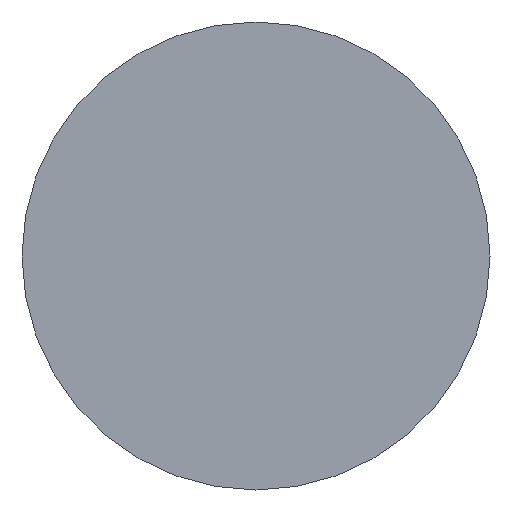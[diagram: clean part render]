
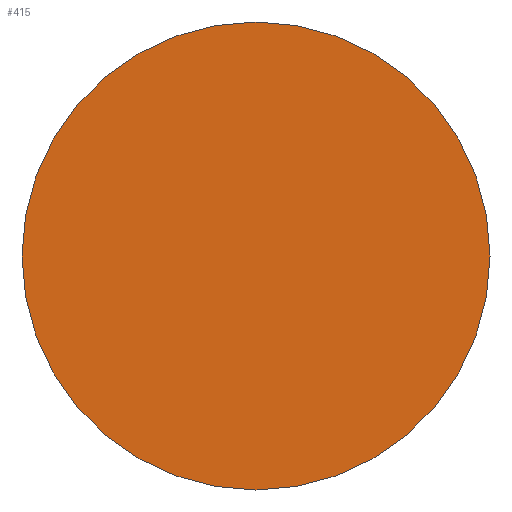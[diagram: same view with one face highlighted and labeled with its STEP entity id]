
A CAD part, left-side view. The second image highlights one B-rep face of the part: STEP entity #415.
In plain terms, the highlighted planar face has unit normal (-1, 0, 0).
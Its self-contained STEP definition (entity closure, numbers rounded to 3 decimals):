
#8 = PLANE ( 'NONE',  #249 ) ;
#15 = FACE_OUTER_BOUND ( 'NONE', #278, .T. ) ;
#115 = DIRECTION ( 'NONE',  ( 0., 0., 1. ) ) ;
#127 = EDGE_CURVE ( 'NONE', #202, #511, #452, .T. ) ;
#166 = DIRECTION ( 'NONE',  ( 0., 0., 1. ) ) ;
#202 = VERTEX_POINT ( 'NONE', #301 ) ;
#239 = DIRECTION ( 'NONE',  ( -1., 0., 0. ) ) ;
#249 = AXIS2_PLACEMENT_3D ( 'NONE', #326, #489, #434 ) ;
#278 = EDGE_LOOP ( 'NONE', ( #543, #513 ) ) ;
#301 = CARTESIAN_POINT ( 'NONE',  ( -66., 0., 5.75 ) ) ;
#326 = CARTESIAN_POINT ( 'NONE',  ( -66., 5.75, 0. ) ) ;
#328 = DIRECTION ( 'NONE',  ( -1., 0., 0. ) ) ;
#353 = CARTESIAN_POINT ( 'NONE',  ( -66., 0., -5.75 ) ) ;
#361 = CIRCLE ( 'NONE', #561, 5.75 ) ;
#415 = ADVANCED_FACE ( 'NONE', ( #15 ), #8, .F. ) ;
#434 = DIRECTION ( 'NONE',  ( 0., 0., -1. ) ) ;
#452 = CIRCLE ( 'NONE', #570, 5.75 ) ;
#458 = CARTESIAN_POINT ( 'NONE',  ( -66., 0., 0. ) ) ;
#489 = DIRECTION ( 'NONE',  ( 1., 0., 0. ) ) ;
#503 = CARTESIAN_POINT ( 'NONE',  ( -66., 0., 0. ) ) ;
#511 = VERTEX_POINT ( 'NONE', #353 ) ;
#513 = ORIENTED_EDGE ( 'NONE', *, *, #547, .T. ) ;
#543 = ORIENTED_EDGE ( 'NONE', *, *, #127, .T. ) ;
#547 = EDGE_CURVE ( 'NONE', #511, #202, #361, .T. ) ;
#561 = AXIS2_PLACEMENT_3D ( 'NONE', #458, #239, #115 ) ;
#570 = AXIS2_PLACEMENT_3D ( 'NONE', #503, #328, #166 ) ;
